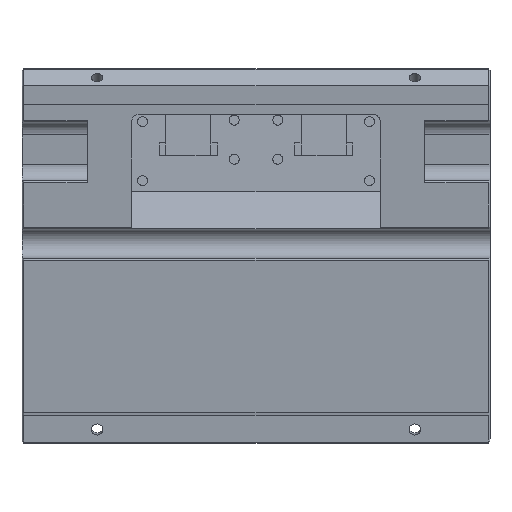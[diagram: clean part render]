
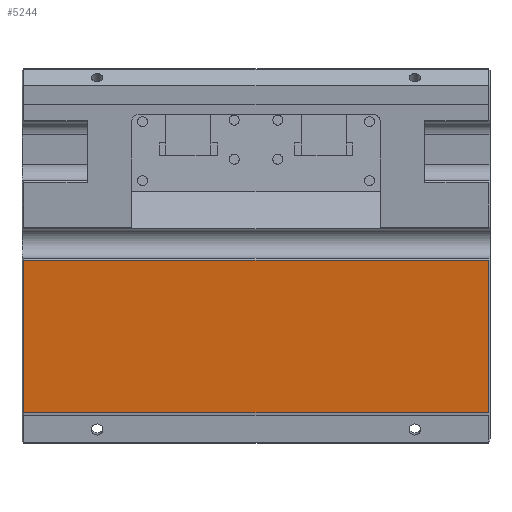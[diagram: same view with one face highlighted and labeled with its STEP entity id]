
A CAD part, top view. The second image highlights one B-rep face of the part: STEP entity #5244.
In plain terms, the highlighted planar face has unit normal (0, -0.122, 0.993).
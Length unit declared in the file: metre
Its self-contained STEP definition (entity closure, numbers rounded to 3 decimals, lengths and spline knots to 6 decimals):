
#201=ORIENTED_EDGE('',*,*,#1709,.T.);
#202=ORIENTED_EDGE('',*,*,#1710,.T.);
#203=ORIENTED_EDGE('',*,*,#1711,.F.);
#204=ORIENTED_EDGE('',*,*,#1712,.T.);
#1709=EDGE_CURVE('',#2463,#2464,#2937,.T.);
#1710=EDGE_CURVE('',#2464,#2465,#2938,.T.);
#1711=EDGE_CURVE('',#2466,#2465,#2939,.T.);
#1712=EDGE_CURVE('',#2466,#2463,#2940,.T.);
#2463=VERTEX_POINT('',#7514);
#2464=VERTEX_POINT('',#7515);
#2465=VERTEX_POINT('',#7517);
#2466=VERTEX_POINT('',#7519);
#2937=LINE('',#7513,#3583);
#2938=LINE('',#7516,#3584);
#2939=LINE('',#7518,#3585);
#2940=LINE('',#7520,#3586);
#3583=VECTOR('',#6022,1.);
#3584=VECTOR('',#6023,1.);
#3585=VECTOR('',#6024,1.);
#3586=VECTOR('',#6025,1.);
#4214=EDGE_LOOP('',(#201,#202,#203,#204));
#4598=FACE_BOUND('',#4214,.T.);
#4982=PLANE('',#5584);
#5244=ADVANCED_FACE('',(#4598),#4982,.F.);
#5584=AXIS2_PLACEMENT_3D('',#7512,#6020,#6021);
#6020=DIRECTION('',(0.,0.122,-0.993));
#6021=DIRECTION('',(0.,0.993,0.122));
#6022=DIRECTION('',(-1.,0.,0.));
#6023=DIRECTION('',(0.,-0.993,-0.122));
#6024=DIRECTION('',(-1.,0.,0.));
#6025=DIRECTION('',(0.,0.993,0.122));
#7512=CARTESIAN_POINT('',(0.,-0.001209,0.009843));
#7513=CARTESIAN_POINT('',(0.1524,-0.002022,0.009743));
#7514=CARTESIAN_POINT('',(0.074842,-0.002022,0.009743));
#7515=CARTESIAN_POINT('',(-0.074842,-0.002022,0.009743));
#7516=CARTESIAN_POINT('',(-0.074842,-0.051208,0.003704));
#7517=CARTESIAN_POINT('',(-0.074842,-0.051208,0.003704));
#7518=CARTESIAN_POINT('',(0.15515,-0.051208,0.003704));
#7519=CARTESIAN_POINT('',(0.074842,-0.051208,0.003704));
#7520=CARTESIAN_POINT('',(0.074842,-0.002022,0.009743));
